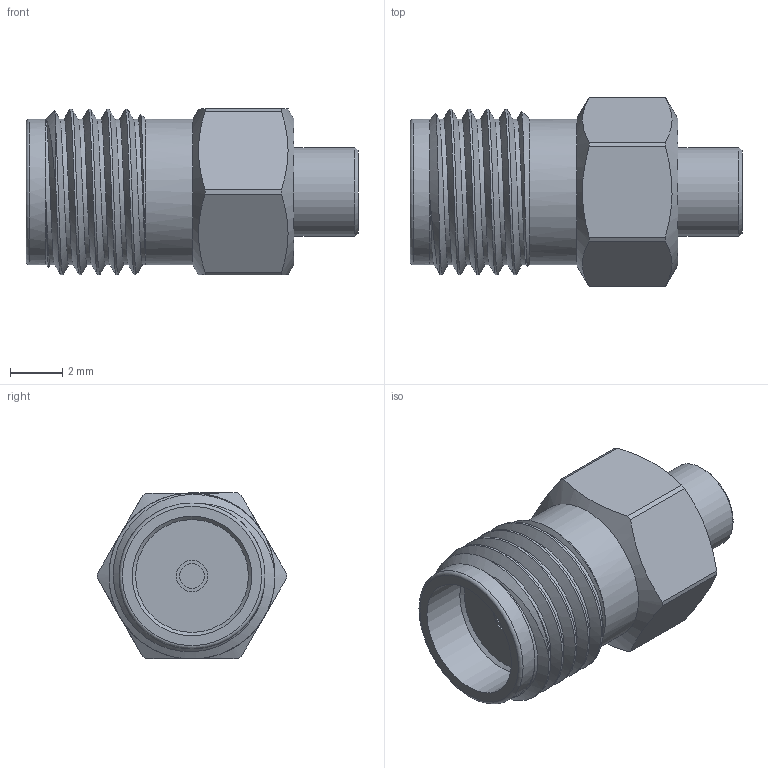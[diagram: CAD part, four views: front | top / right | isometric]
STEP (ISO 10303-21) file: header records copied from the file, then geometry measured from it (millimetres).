
FILE_DESCRIPTION (( 'STEP AP203' ), '1' );
FILE_NAME ('PE44694_3D.step', '2021-04-21T14:55:04', ( '' ), ( '' ), 'SwSTEP 2.0', 'SolidWorks 2020', '' );
FILE_SCHEMA (( 'CONFIG_CONTROL_DESIGN' ));
Length unit declared in the file: inch
Products named in the file (1): PE44694_3D
Bounding box: 12.7 x 7.23 x 6.35 mm (x, y, z)
Volume: 272.7 mm3; surface area: 386 mm2
Topology: 1 solids, 1 shells, 37 faces, 83 edges, 53 vertices
Faces by surface type: cylinder 14, plane 13, cone 6, bspline 3, torus 1
Full cylindrical faces by diameter (mm): 0.94 x1, 1.194 x1, 2.54 x1, 3.404 x1, 4.572 x1, 5.582 x2
Entity records: 2197 total; most frequent: CARTESIAN_POINT 1403, DIRECTION 142, ORIENTED_EDGE 134, EDGE_CURVE 67, AXIS2_PLACEMENT_3D 65, EDGE_LOOP 54, VERTEX_POINT 49, FACE_OUTER_BOUND 45
